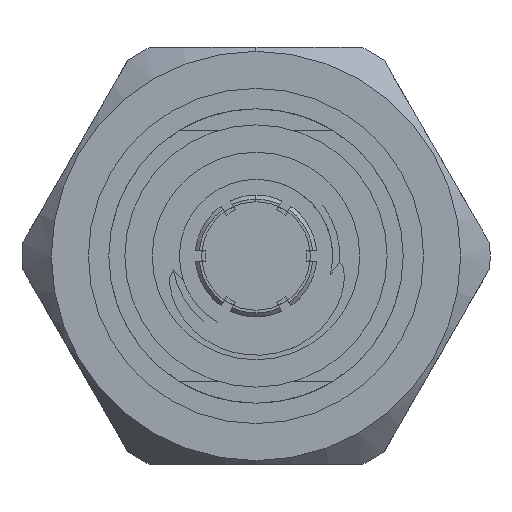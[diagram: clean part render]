
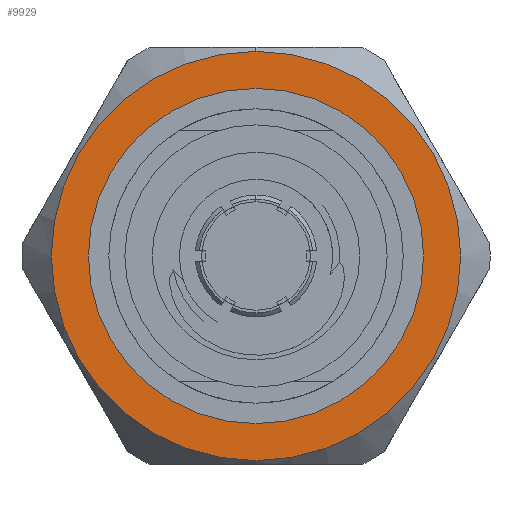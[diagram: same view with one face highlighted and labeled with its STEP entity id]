
A CAD part, left-side view. The second image highlights one B-rep face of the part: STEP entity #9929.
In plain terms, the highlighted face is planar.
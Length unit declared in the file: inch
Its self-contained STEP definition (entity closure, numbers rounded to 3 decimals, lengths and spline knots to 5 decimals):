
#522 = CARTESIAN_POINT ( 'NONE',  ( 0.34608, 0., 0. ) ) ;
#682 = AXIS2_PLACEMENT_3D ( 'NONE', #1155, #8902, #6690 ) ;
#964 = AXIS2_PLACEMENT_3D ( 'NONE', #1314, #8349, #6752 ) ;
#1017 = CIRCLE ( 'NONE', #682, 0.15293 ) ;
#1155 = CARTESIAN_POINT ( 'NONE',  ( 0.34608, 0., 0. ) ) ;
#1314 = CARTESIAN_POINT ( 'NONE',  ( 0.34608, 0.1749, 0. ) ) ;
#1363 = EDGE_LOOP ( 'NONE', ( #1593, #1963 ) ) ;
#1367 = FACE_OUTER_BOUND ( 'NONE', #1363, .T. ) ;
#1593 = ORIENTED_EDGE ( 'NONE', *, *, #4297, .T. ) ;
#1963 = ORIENTED_EDGE ( 'NONE', *, *, #2749, .T. ) ;
#2711 = CIRCLE ( 'NONE', #8436, 0.12524 ) ;
#2749 = EDGE_CURVE ( 'NONE', #6945, #2953, #1017, .T. ) ;
#2847 = DIRECTION ( 'NONE',  ( -1., 0., 0. ) ) ;
#2874 = PLANE ( 'NONE',  #964 ) ;
#2911 = DIRECTION ( 'NONE',  ( 1., 0., 0. ) ) ;
#2953 = VERTEX_POINT ( 'NONE', #6068 ) ;
#3635 = ORIENTED_EDGE ( 'NONE', *, *, #4667, .T. ) ;
#4233 = DIRECTION ( 'NONE',  ( 0., 0., 1. ) ) ;
#4286 = CARTESIAN_POINT ( 'NONE',  ( 0.34608, 0., 0. ) ) ;
#4297 = EDGE_CURVE ( 'NONE', #2953, #6945, #6603, .T. ) ;
#4377 = DIRECTION ( 'NONE',  ( -1., 0., 0. ) ) ;
#4641 = CARTESIAN_POINT ( 'NONE',  ( 0.34608, 0., 0.12524 ) ) ;
#4667 = EDGE_CURVE ( 'NONE', #8808, #7380, #4968, .T. ) ;
#4968 = CIRCLE ( 'NONE', #10042, 0.12524 ) ;
#5321 = FACE_BOUND ( 'NONE', #5424, .T. ) ;
#5424 = EDGE_LOOP ( 'NONE', ( #3635, #6090 ) ) ;
#5856 = EDGE_CURVE ( 'NONE', #7380, #8808, #2711, .T. ) ;
#6068 = CARTESIAN_POINT ( 'NONE',  ( 0.34608, 0., -0.15293 ) ) ;
#6090 = ORIENTED_EDGE ( 'NONE', *, *, #5856, .T. ) ;
#6603 = CIRCLE ( 'NONE', #9067, 0.15293 ) ;
#6647 = DIRECTION ( 'NONE',  ( 0., 0., -1. ) ) ;
#6690 = DIRECTION ( 'NONE',  ( 0., 0., -1. ) ) ;
#6752 = DIRECTION ( 'NONE',  ( 0., 0., 1. ) ) ;
#6945 = VERTEX_POINT ( 'NONE', #7752 ) ;
#7366 = CARTESIAN_POINT ( 'NONE',  ( 0.34608, 0., 0. ) ) ;
#7380 = VERTEX_POINT ( 'NONE', #9667 ) ;
#7563 = DIRECTION ( 'NONE',  ( 0., 0., 1. ) ) ;
#7752 = CARTESIAN_POINT ( 'NONE',  ( 0.34608, 0., 0.15293 ) ) ;
#8349 = DIRECTION ( 'NONE',  ( -1., 0., 0. ) ) ;
#8436 = AXIS2_PLACEMENT_3D ( 'NONE', #522, #2847, #4233 ) ;
#8808 = VERTEX_POINT ( 'NONE', #4641 ) ;
#8902 = DIRECTION ( 'NONE',  ( 1., 0., 0. ) ) ;
#9067 = AXIS2_PLACEMENT_3D ( 'NONE', #4286, #2911, #6647 ) ;
#9667 = CARTESIAN_POINT ( 'NONE',  ( 0.34608, 0., -0.12524 ) ) ;
#9929 = ADVANCED_FACE ( 'NONE', ( #5321, #1367 ), #2874, .F. ) ;
#10042 = AXIS2_PLACEMENT_3D ( 'NONE', #7366, #4377, #7563 ) ;
